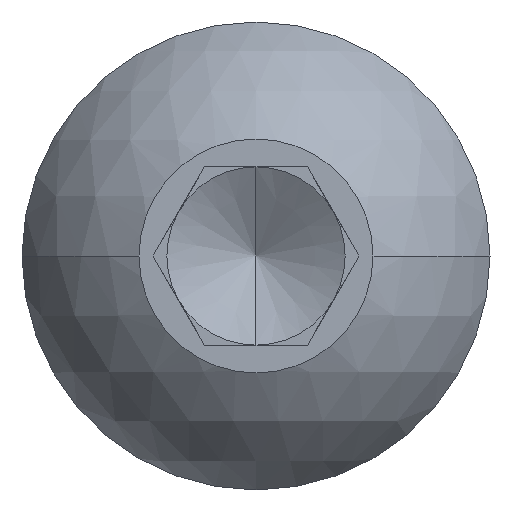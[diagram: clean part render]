
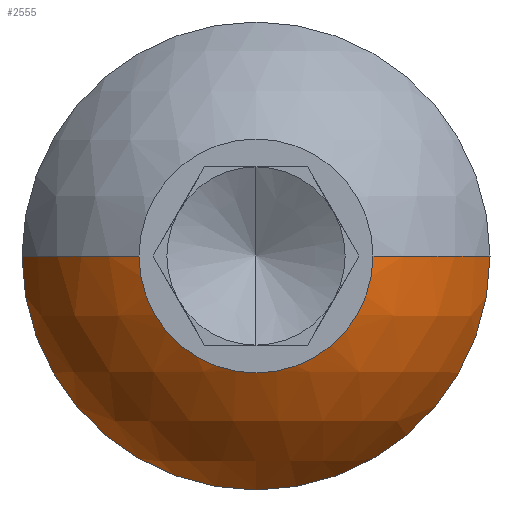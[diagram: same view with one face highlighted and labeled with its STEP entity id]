
A CAD part, left-side view. The second image highlights one B-rep face of the part: STEP entity #2555.
In plain terms, the highlighted spherical face has radius 5.647 mm.
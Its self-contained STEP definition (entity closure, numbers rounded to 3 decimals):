
#37 = EDGE_CURVE ( 'NONE', #3253, #1304, #1338, .T. ) ;
#68 = CARTESIAN_POINT ( 'NONE',  ( 5., 0., 0. ) ) ;
#173 = DIRECTION ( 'NONE',  ( -1., 0., 0. ) ) ;
#312 = ORIENTED_EDGE ( 'NONE', *, *, #2381, .F. ) ;
#326 = VERTEX_POINT ( 'NONE', #4076 ) ;
#387 = CARTESIAN_POINT ( 'NONE',  ( 0., 2.625, 0. ) ) ;
#406 = AXIS2_PLACEMENT_3D ( 'NONE', #3222, #2921, #2564 ) ;
#450 = CARTESIAN_POINT ( 'NONE',  ( 2.92, 0., 0. ) ) ;
#497 = CIRCLE ( 'NONE', #3775, 2.625 ) ;
#503 = AXIS2_PLACEMENT_3D ( 'NONE', #68, #3990, #2043 ) ;
#533 = DIRECTION ( 'NONE',  ( -1., 0., 0. ) ) ;
#587 = CARTESIAN_POINT ( 'NONE',  ( 2.92, 0., -5.25 ) ) ;
#609 = EDGE_CURVE ( 'NONE', #1304, #326, #3856, .T. ) ;
#945 = CARTESIAN_POINT ( 'NONE',  ( 5., 0., 0. ) ) ;
#1163 = AXIS2_PLACEMENT_3D ( 'NONE', #945, #2951, #2243 ) ;
#1271 = VERTEX_POINT ( 'NONE', #3252 ) ;
#1304 = VERTEX_POINT ( 'NONE', #3575 ) ;
#1338 = CIRCLE ( 'NONE', #3930, 5.25 ) ;
#1503 = CIRCLE ( 'NONE', #406, 5.647 ) ;
#1525 = DIRECTION ( 'NONE',  ( 0., 0., 1. ) ) ;
#1651 = FACE_OUTER_BOUND ( 'NONE', #3590, .T. ) ;
#1850 = AXIS2_PLACEMENT_3D ( 'NONE', #450, #173, #3682 ) ;
#2010 = CARTESIAN_POINT ( 'NONE',  ( 2.92, 0., 0. ) ) ;
#2043 = DIRECTION ( 'NONE',  ( 0., 1., 0. ) ) ;
#2133 = ORIENTED_EDGE ( 'NONE', *, *, #609, .T. ) ;
#2243 = DIRECTION ( 'NONE',  ( 0., 1., 0. ) ) ;
#2381 = EDGE_CURVE ( 'NONE', #3890, #326, #497, .T. ) ;
#2549 = CARTESIAN_POINT ( 'NONE',  ( 0., 0., 0. ) ) ;
#2555 = ADVANCED_FACE ( 'NONE', ( #1651 ), #3878, .T. ) ;
#2564 = DIRECTION ( 'NONE',  ( 1., 0., 0. ) ) ;
#2921 = DIRECTION ( 'NONE',  ( 0., 0., 1. ) ) ;
#2951 = DIRECTION ( 'NONE',  ( 0., 0., -1. ) ) ;
#3207 = DIRECTION ( 'NONE',  ( -1., 0., 0. ) ) ;
#3222 = CARTESIAN_POINT ( 'NONE',  ( 5., 0., 0. ) ) ;
#3252 = CARTESIAN_POINT ( 'NONE',  ( 2.92, 5.25, 0. ) ) ;
#3253 = VERTEX_POINT ( 'NONE', #587 ) ;
#3328 = ORIENTED_EDGE ( 'NONE', *, *, #3909, .T. ) ;
#3511 = ORIENTED_EDGE ( 'NONE', *, *, #37, .T. ) ;
#3575 = CARTESIAN_POINT ( 'NONE',  ( 2.92, -5.25, 0. ) ) ;
#3590 = EDGE_LOOP ( 'NONE', ( #3328, #3511, #2133, #312, #4014 ) ) ;
#3682 = DIRECTION ( 'NONE',  ( 0., 0., 1. ) ) ;
#3693 = CIRCLE ( 'NONE', #1850, 5.25 ) ;
#3775 = AXIS2_PLACEMENT_3D ( 'NONE', #2549, #533, #1525 ) ;
#3856 = CIRCLE ( 'NONE', #503, 5.647 ) ;
#3878 = SPHERICAL_SURFACE ( 'NONE', #1163, 5.647 ) ;
#3890 = VERTEX_POINT ( 'NONE', #387 ) ;
#3909 = EDGE_CURVE ( 'NONE', #1271, #3253, #3693, .T. ) ;
#3930 = AXIS2_PLACEMENT_3D ( 'NONE', #2010, #3207, #4127 ) ;
#3990 = DIRECTION ( 'NONE',  ( 0., 0., -1. ) ) ;
#4014 = ORIENTED_EDGE ( 'NONE', *, *, #4089, .F. ) ;
#4076 = CARTESIAN_POINT ( 'NONE',  ( 0., -2.625, 0. ) ) ;
#4089 = EDGE_CURVE ( 'NONE', #1271, #3890, #1503, .T. ) ;
#4127 = DIRECTION ( 'NONE',  ( 0., 0., 1. ) ) ;
